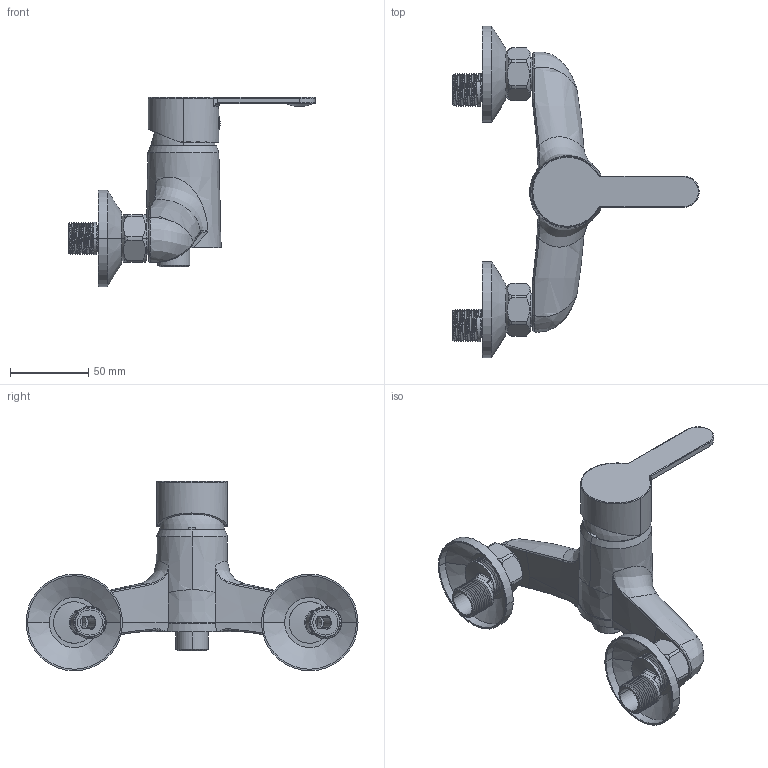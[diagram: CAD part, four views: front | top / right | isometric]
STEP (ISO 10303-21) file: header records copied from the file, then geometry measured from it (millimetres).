
FILE_DESCRIPTION((''),'2;1');
FILE_NAME('SIMPLE_LINES_EXPOSED_SHOWER_ASM','2018-08-23T',('10114256'),(''),'CREO PARAMETRIC BY PTC INC, 2014440','CREO PARAMETRIC BY PTC INC, 2014440','');
FILE_SCHEMA(('CONFIG_CONTROL_DESIGN'));
Products named in the file (18): 1580027250; 158B950189_BODY; 158B950189_PIVOT; 158B950189_WASHER; 158B950189_ASM; 1580660099; 1580743950; 1581650350; 158A917376; 1580960444; 1590463399; 1581212699; 158A913204; 1590488250; 1570022799_MC; 1570722650; CONNECT-SMALL_ASM; SIMPLE_LINES_EXPOSED_SHOWER_ASM
Assembly tree (19 placements, depth 3):
  SIMPLE_LINES_EXPOSED_SHOWER_ASM
    1580027250
    158B950189_ASM
      158B950189_BODY
      158B950189_PIVOT
      158B950189_WASHER  x2
    1580660099
    1580743950
    1581650350
    158A917376
    1580960444
    CONNECT-SMALL_ASM  x2
      1590463399
      1581212699
      158A913204
      1590488250
      1570022799_MC
      1570722650
Bounding box: 157 x 211.5 x 120.75 mm (x, y, z)
Volume: 182815.8 mm3; surface area: 126261.8 mm2
Topology: 22 solids, 22 shells, 1711 faces, 4296 edges, 2668 vertices
Faces by surface type: plane 728, cylinder 354, bspline 292, torus 145, cone 127, sphere 65
Entity records: 59619 total; most frequent: CARTESIAN_POINT 26391, ORIENTED_EDGE 7228, DIRECTION 6319, EDGE_CURVE 3614, VERTEX_POINT 2256, AXIS2_PLACEMENT_3D 2140, VECTOR 2039, LINE 2039
